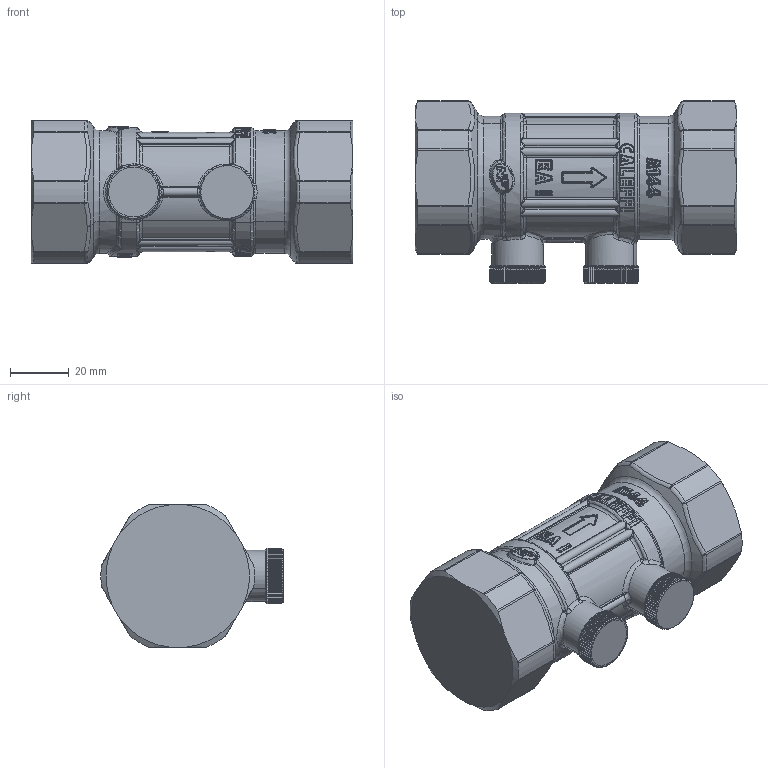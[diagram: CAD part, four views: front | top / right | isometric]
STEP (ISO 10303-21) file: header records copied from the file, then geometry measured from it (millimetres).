
FILE_DESCRIPTION(('CATIA V5 STEP Exchange'),'2;1');
FILE_NAME('STEP_304570_-_TST.stp','2018-07-12T10:23:22+00:00',('none'),('none'),'CATIA Version 5-6 Release 2016 SP4','CATIA V5 STEP AP203','none');
FILE_SCHEMA(('CONFIG_CONTROL_DESIGN'));
Products named in the file (1): 304570 - TST
Bounding box: 110 x 62.22 x 48.8 mm (x, y, z)
Volume: 187327.1 mm3; surface area: 23120.3 mm2
Topology: 1 solids, 3 shells, 2559 faces, 6270 edges, 3511 vertices
Faces by surface type: bspline 1428, plane 468, cylinder 415, sphere 140, torus 86, cone 22
Entity records: 157652 total; most frequent: CARTESIAN_POINT 113289, ORIENTED_EDGE 12058, EDGE_CURVE 6029, B_SPLINE_CURVE_WITH_KNOTS 3818, DIRECTION 3751, VERTEX_POINT 3511, EDGE_LOOP 2598, ADVANCED_FACE 2559
